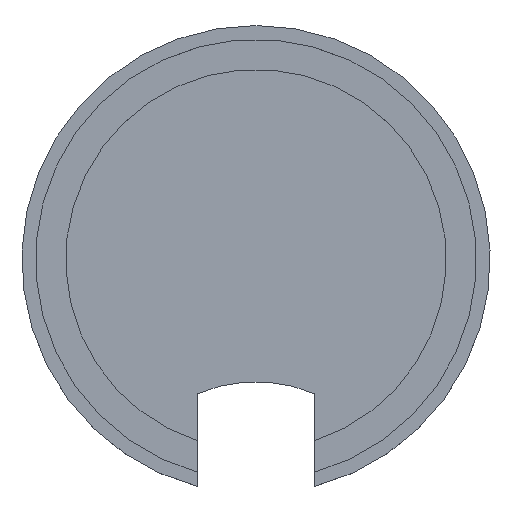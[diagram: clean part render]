
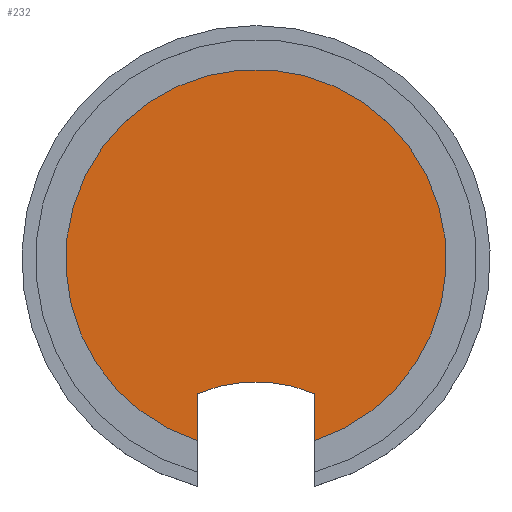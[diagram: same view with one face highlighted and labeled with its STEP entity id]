
A CAD part, top view. The second image highlights one B-rep face of the part: STEP entity #232.
In plain terms, the highlighted planar face has unit normal (0, 0, 1).
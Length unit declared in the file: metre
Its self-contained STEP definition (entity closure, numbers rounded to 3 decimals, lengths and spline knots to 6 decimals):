
#21=CIRCLE('',#257,0.05);
#25=CIRCLE('',#263,0.065);
#48=ORIENTED_EDGE('',*,*,#108,.T.);
#49=ORIENTED_EDGE('',*,*,#113,.T.);
#50=ORIENTED_EDGE('',*,*,#100,.F.);
#51=ORIENTED_EDGE('',*,*,#114,.T.);
#100=EDGE_CURVE('',#133,#134,#21,.T.);
#108=EDGE_CURVE('',#142,#141,#25,.T.);
#113=EDGE_CURVE('',#141,#134,#160,.T.);
#114=EDGE_CURVE('',#133,#142,#161,.T.);
#133=VERTEX_POINT('',#358);
#134=VERTEX_POINT('',#360);
#141=VERTEX_POINT('',#376);
#142=VERTEX_POINT('',#378);
#160=LINE('',#387,#182);
#161=LINE('',#388,#183);
#182=VECTOR('',#316,1.);
#183=VECTOR('',#317,1.);
#198=EDGE_LOOP('',(#48,#49,#50,#51));
#211=FACE_BOUND('',#198,.T.);
#221=PLANE('',#266);
#232=ADVANCED_FACE('',(#211),#221,.T.);
#257=AXIS2_PLACEMENT_3D('',#359,#289,#290);
#263=AXIS2_PLACEMENT_3D('',#377,#305,#306);
#266=AXIS2_PLACEMENT_3D('',#386,#314,#315);
#289=DIRECTION('',(0.,0.,1.));
#290=DIRECTION('',(1.,0.,0.));
#305=DIRECTION('',(0.,0.,1.));
#306=DIRECTION('',(1.,0.,0.));
#314=DIRECTION('',(0.,0.,1.));
#315=DIRECTION('',(1.,0.,0.));
#316=DIRECTION('',(0.,1.,0.));
#317=DIRECTION('',(0.,-1.,0.));
#358=CARTESIAN_POINT('',(0.02,-0.045826,0.008));
#359=CARTESIAN_POINT('',(0.,-0.091651,0.008));
#360=CARTESIAN_POINT('',(-0.02,-0.045826,0.008));
#376=CARTESIAN_POINT('',(-0.02,-0.061847,0.008));
#377=CARTESIAN_POINT('',(0.,0.,0.008));
#378=CARTESIAN_POINT('',(0.02,-0.061847,0.008));
#386=CARTESIAN_POINT('',(0.,0.,0.008));
#387=CARTESIAN_POINT('',(-0.02,-0.053836,0.008));
#388=CARTESIAN_POINT('',(0.02,-0.053836,0.008));
